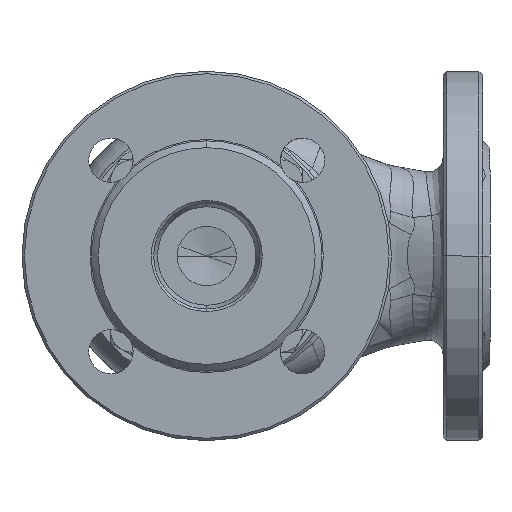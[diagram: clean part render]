
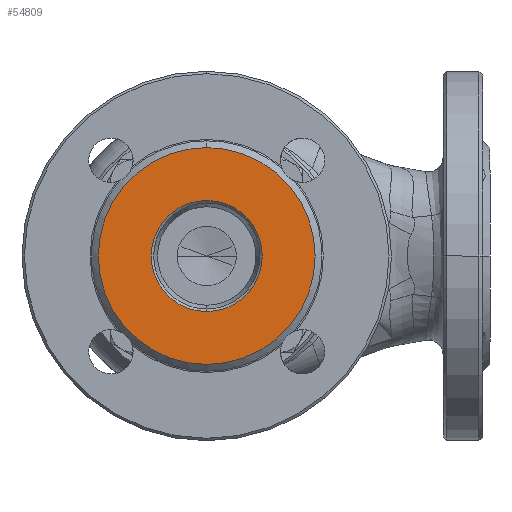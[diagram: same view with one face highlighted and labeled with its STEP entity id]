
A CAD part, front view. The second image highlights one B-rep face of the part: STEP entity #54809.
In plain terms, the highlighted planar face has unit normal (0, -1, 0).
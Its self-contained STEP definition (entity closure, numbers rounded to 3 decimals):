
#31863 = CARTESIAN_POINT ( 'NONE',  ( 0., -87.2, 44. ) ) ;
#31948 = DIRECTION ( 'NONE',  ( 0., 0., -1. ) ) ;
#31949 = DIRECTION ( 'NONE',  ( 0., 1., 0. ) ) ;
#31950 = CARTESIAN_POINT ( 'NONE',  ( 0., -87.2, 0. ) ) ;
#31951 = AXIS2_PLACEMENT_3D ( 'NONE', #31950, #31949, #31948 ) ;
#31952 = CIRCLE ( 'NONE', #31951, 44. ) ;
#31985 = CARTESIAN_POINT ( 'NONE',  ( 0., -87.2, -44. ) ) ;
#33122 = DIRECTION ( 'NONE',  ( 0., 0., -1. ) ) ;
#33123 = DIRECTION ( 'NONE',  ( 0., 1., 0. ) ) ;
#33124 = CARTESIAN_POINT ( 'NONE',  ( 0., -87.2, 0. ) ) ;
#33125 = AXIS2_PLACEMENT_3D ( 'NONE', #33124, #33123, #33122 ) ;
#33126 = CIRCLE ( 'NONE', #33125, 22.55 ) ;
#33186 = CARTESIAN_POINT ( 'NONE',  ( 0., -87.2, -22.55 ) ) ;
#33187 = CARTESIAN_POINT ( 'NONE',  ( 0., -87.2, 22.55 ) ) ;
#45143 = DIRECTION ( 'NONE',  ( 0., 0., -1. ) ) ;
#45146 = DIRECTION ( 'NONE',  ( 0., 1., 0. ) ) ;
#45148 = CARTESIAN_POINT ( 'NONE',  ( 0., -87.2, 0. ) ) ;
#45150 = AXIS2_PLACEMENT_3D ( 'NONE', #45148, #45146, #45143 ) ;
#45153 = CIRCLE ( 'NONE', #45150, 44. ) ;
#45947 = FACE_OUTER_BOUND ( 'NONE', #54802, .T. ) ;
#45948 = FACE_BOUND ( 'NONE', #54810, .T. ) ;
#45972 = DIRECTION ( 'NONE',  ( 0., 0., -1. ) ) ;
#45973 = DIRECTION ( 'NONE',  ( 0., 1., 0. ) ) ;
#45974 = CARTESIAN_POINT ( 'NONE',  ( 0., -87.2, 0. ) ) ;
#45975 = AXIS2_PLACEMENT_3D ( 'NONE', #45974, #45973, #45972 ) ;
#45980 = PLANE ( 'NONE',  #45975 ) ;
#46254 = DIRECTION ( 'NONE',  ( 0., 0., -1. ) ) ;
#46256 = DIRECTION ( 'NONE',  ( 0., 1., 0. ) ) ;
#46257 = CARTESIAN_POINT ( 'NONE',  ( 0., -87.2, 0. ) ) ;
#46258 = AXIS2_PLACEMENT_3D ( 'NONE', #46257, #46256, #46254 ) ;
#46259 = CIRCLE ( 'NONE', #46258, 22.55 ) ;
#54708 = EDGE_CURVE ( 'NONE', #90064, #90121, #45153, .T. ) ;
#54726 = ORIENTED_EDGE ( 'NONE', *, *, #54708, .F. ) ;
#54800 = ORIENTED_EDGE ( 'NONE', *, *, #90545, .T. ) ;
#54802 = EDGE_LOOP ( 'NONE', ( #54879, #54726 ) ) ;
#54809 = ADVANCED_FACE ( 'NONE', ( #45948, #45947 ), #45980, .F. ) ;
#54810 = EDGE_LOOP ( 'NONE', ( #54800, #54877 ) ) ;
#54877 = ORIENTED_EDGE ( 'NONE', *, *, #54878, .T. ) ;
#54878 = EDGE_CURVE ( 'NONE', #90552, #90549, #46259, .T. ) ;
#54879 = ORIENTED_EDGE ( 'NONE', *, *, #90115, .F. ) ;
#90064 = VERTEX_POINT ( 'NONE', #31863 ) ;
#90115 = EDGE_CURVE ( 'NONE', #90121, #90064, #31952, .T. ) ;
#90121 = VERTEX_POINT ( 'NONE', #31985 ) ;
#90545 = EDGE_CURVE ( 'NONE', #90549, #90552, #33126, .T. ) ;
#90549 = VERTEX_POINT ( 'NONE', #33187 ) ;
#90552 = VERTEX_POINT ( 'NONE', #33186 ) ;
